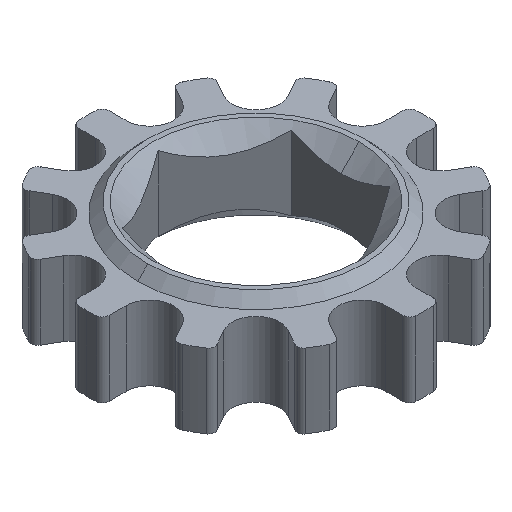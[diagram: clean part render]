
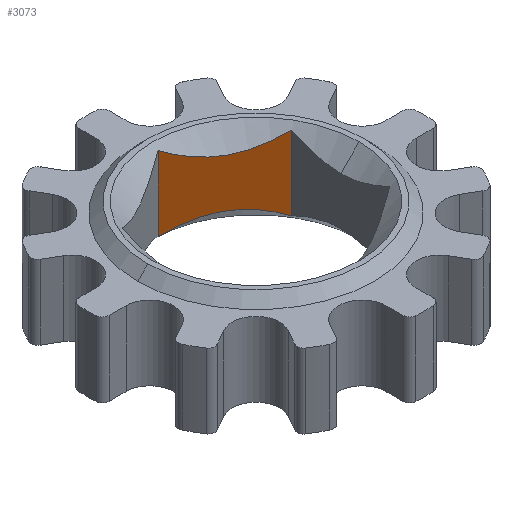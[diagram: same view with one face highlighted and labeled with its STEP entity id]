
A CAD part, isometric view. The second image highlights one B-rep face of the part: STEP entity #3073.
In plain terms, the highlighted planar face has unit normal (-0.5, -0.866, 0).
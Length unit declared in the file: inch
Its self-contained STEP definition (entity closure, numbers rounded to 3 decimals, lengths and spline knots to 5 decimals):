
#38 = VECTOR ( 'NONE', #907, 39.37008 ) ;
#125 = ORIENTED_EDGE ( 'NONE', *, *, #1302, .F. ) ;
#140 = EDGE_CURVE ( 'NONE', #2859, #676, #2519, .T. ) ;
#215 = B_SPLINE_CURVE_WITH_KNOTS ( 'NONE', 3,
 ( #1537, #3104, #525, #2895, #1584, #2881, #273, #2646, #2083, #1314, #1328, #493 ),
 .UNSPECIFIED., .F., .F.,
 ( 4, 2, 2, 2, 2, 4 ),
 ( 0., 0.0019, 0.00285, 0.0038, 0.0057, 0.0076 ),
 .UNSPECIFIED. ) ;
#252 = CARTESIAN_POINT ( 'NONE',  ( 0.23127, 0.1563, 0.02656 ) ) ;
#273 = CARTESIAN_POINT ( 'NONE',  ( 0.13692, 0.21078, 0.19603 ) ) ;
#282 = ORIENTED_EDGE ( 'NONE', *, *, #861, .T. ) ;
#303 = AXIS2_PLACEMENT_3D ( 'NONE', #306, #782, #3086 ) ;
#306 = CARTESIAN_POINT ( 'NONE',  ( 0.251, 0.14491, 0. ) ) ;
#470 = CARTESIAN_POINT ( 'NONE',  ( 0.251, 0.14491, 0.23483 ) ) ;
#488 = CARTESIAN_POINT ( 'NONE',  ( 0.07082, 0.24894, 0.04644 ) ) ;
#493 = CARTESIAN_POINT ( 'NONE',  ( 0., 0.28983, 0.23483 ) ) ;
#525 = CARTESIAN_POINT ( 'NONE',  ( 0.21134, 0.16782, 0.21388 ) ) ;
#637 = CARTESIAN_POINT ( 'NONE',  ( 0.251, 0.14491, 0. ) ) ;
#676 = VERTEX_POINT ( 'NONE', #2542 ) ;
#782 = DIRECTION ( 'NONE',  ( 0.5, 0.866, 0. ) ) ;
#815 = PLANE ( 'NONE',  #303 ) ;
#861 = EDGE_CURVE ( 'NONE', #676, #1069, #924, .T. ) ;
#907 = DIRECTION ( 'NONE',  ( 0., 0., 1. ) ) ;
#924 = LINE ( 'NONE', #637, #38 ) ;
#1051 = CARTESIAN_POINT ( 'NONE',  ( 0.21096, 0.16803, 0.03633 ) ) ;
#1069 = VERTEX_POINT ( 'NONE', #470 ) ;
#1257 = CARTESIAN_POINT ( 'NONE',  ( 0.08139, 0.24284, 0.04918 ) ) ;
#1293 = CARTESIAN_POINT ( 'NONE',  ( 0.16849, 0.19255, 0.05022 ) ) ;
#1302 = EDGE_CURVE ( 'NONE', #2859, #2392, #2732, .T. ) ;
#1311 = CARTESIAN_POINT ( 'NONE',  ( 0.251, 0.14491, 0.01517 ) ) ;
#1314 = CARTESIAN_POINT ( 'NONE',  ( 0.04004, 0.26671, 0.21367 ) ) ;
#1328 = CARTESIAN_POINT ( 'NONE',  ( 0.01973, 0.27844, 0.22344 ) ) ;
#1338 = ORIENTED_EDGE ( 'NONE', *, *, #3023, .T. ) ;
#1537 = CARTESIAN_POINT ( 'NONE',  ( 0.251, 0.14491, 0.23483 ) ) ;
#1584 = CARTESIAN_POINT ( 'NONE',  ( 0.16961, 0.1919, 0.20082 ) ) ;
#1637 = VECTOR ( 'NONE', #1673, 39.37008 ) ;
#1673 = DIRECTION ( 'NONE',  ( 0., 0., 1. ) ) ;
#1805 = CARTESIAN_POINT ( 'NONE',  ( 0., 0.28983, 0.01517 ) ) ;
#1821 = CARTESIAN_POINT ( 'NONE',  ( 0.01961, 0.27851, 0.02649 ) ) ;
#1858 = EDGE_LOOP ( 'NONE', ( #125, #2172, #282, #1338 ) ) ;
#1910 = CARTESIAN_POINT ( 'NONE',  ( 0., 0.28983, 0.01517 ) ) ;
#1960 = CARTESIAN_POINT ( 'NONE',  ( 0., 0.28983, 0. ) ) ;
#2083 = CARTESIAN_POINT ( 'NONE',  ( 0.08251, 0.24219, 0.19978 ) ) ;
#2172 = ORIENTED_EDGE ( 'NONE', *, *, #140, .T. ) ;
#2392 = VERTEX_POINT ( 'NONE', #3223 ) ;
#2519 = B_SPLINE_CURVE_WITH_KNOTS ( 'NONE', 3,
 ( #1805, #1821, #2843, #488, #1257, #3331, #2862, #2608, #1293, #1051, #252, #1311 ),
 .UNSPECIFIED., .F., .F.,
 ( 4, 2, 2, 2, 2, 4 ),
 ( 0., 0.0019, 0.00285, 0.0038, 0.0057, 0.0076 ),
 .UNSPECIFIED. ) ;
#2542 = CARTESIAN_POINT ( 'NONE',  ( 0.251, 0.14491, 0.01517 ) ) ;
#2608 = CARTESIAN_POINT ( 'NONE',  ( 0.14695, 0.20499, 0.05405 ) ) ;
#2646 = CARTESIAN_POINT ( 'NONE',  ( 0.10405, 0.22976, 0.19595 ) ) ;
#2732 = LINE ( 'NONE', #1960, #1637 ) ;
#2843 = CARTESIAN_POINT ( 'NONE',  ( 0.03966, 0.26693, 0.03612 ) ) ;
#2851 = FACE_OUTER_BOUND ( 'NONE', #1858, .T. ) ;
#2859 = VERTEX_POINT ( 'NONE', #1910 ) ;
#2862 = CARTESIAN_POINT ( 'NONE',  ( 0.11408, 0.22396, 0.05397 ) ) ;
#2881 = CARTESIAN_POINT ( 'NONE',  ( 0.14803, 0.20436, 0.19704 ) ) ;
#2895 = CARTESIAN_POINT ( 'NONE',  ( 0.18018, 0.1858, 0.20356 ) ) ;
#3023 = EDGE_CURVE ( 'NONE', #1069, #2392, #215, .T. ) ;
#3073 = ADVANCED_FACE ( 'NONE', ( #2851 ), #815, .F. ) ;
#3086 = DIRECTION ( 'NONE',  ( -0.866, 0.5, 0. ) ) ;
#3104 = CARTESIAN_POINT ( 'NONE',  ( 0.23139, 0.15624, 0.22351 ) ) ;
#3223 = CARTESIAN_POINT ( 'NONE',  ( 0., 0.28983, 0.23483 ) ) ;
#3331 = CARTESIAN_POINT ( 'NONE',  ( 0.10297, 0.23038, 0.05296 ) ) ;
